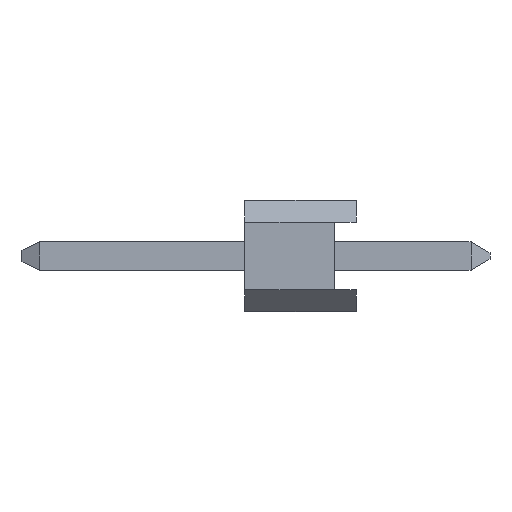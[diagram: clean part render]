
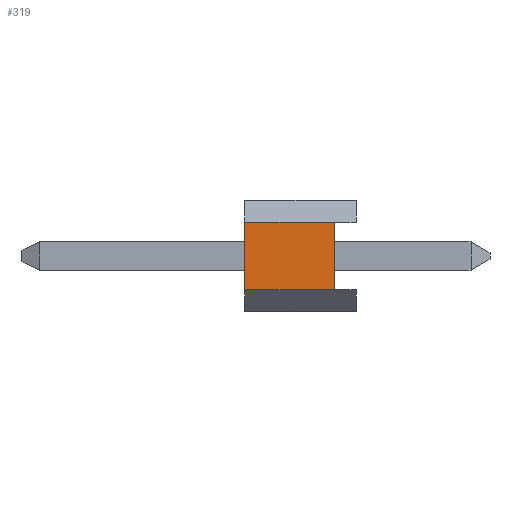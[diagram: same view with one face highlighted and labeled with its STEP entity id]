
A CAD part, left-side view. The second image highlights one B-rep face of the part: STEP entity #319.
In plain terms, the highlighted planar face has unit normal (-1, 0, 0).
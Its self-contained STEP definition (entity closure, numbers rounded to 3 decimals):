
#32 = ORIENTED_EDGE ( 'NONE', *, *, #657, .F. ) ;
#52 = CARTESIAN_POINT ( 'NONE',  ( -1.27, 0.5, -0.875 ) ) ;
#59 = ORIENTED_EDGE ( 'NONE', *, *, #961, .T. ) ;
#176 = EDGE_CURVE ( 'NONE', #437, #897, #793, .T. ) ;
#220 = EDGE_LOOP ( 'NONE', ( #981, #59, #668, #32 ) ) ;
#233 = PLANE ( 'NONE',  #845 ) ;
#237 = EDGE_CURVE ( 'NONE', #635, #499, #575, .T. ) ;
#241 = CARTESIAN_POINT ( 'NONE',  ( -1.27, 0.5, -0.875 ) ) ;
#319 = ADVANCED_FACE ( 'NONE', ( #958 ), #233, .F. ) ;
#327 = CARTESIAN_POINT ( 'NONE',  ( -1.27, 2.54, -0.875 ) ) ;
#330 = DIRECTION ( 'NONE',  ( 0., -1., 0. ) ) ;
#392 = VECTOR ( 'NONE', #330, 1000. ) ;
#416 = LINE ( 'NONE', #707, #458 ) ;
#437 = VERTEX_POINT ( 'NONE', #327 ) ;
#454 = DIRECTION ( 'NONE',  ( 0., 1., 0. ) ) ;
#458 = VECTOR ( 'NONE', #1002, 1000. ) ;
#469 = DIRECTION ( 'NONE',  ( 1., 0., 0. ) ) ;
#499 = VERTEX_POINT ( 'NONE', #932 ) ;
#575 = LINE ( 'NONE', #930, #999 ) ;
#578 = DIRECTION ( 'NONE',  ( 0., 0., -1. ) ) ;
#586 = LINE ( 'NONE', #52, #736 ) ;
#635 = VERTEX_POINT ( 'NONE', #825 ) ;
#657 = EDGE_CURVE ( 'NONE', #437, #499, #416, .T. ) ;
#668 = ORIENTED_EDGE ( 'NONE', *, *, #237, .T. ) ;
#704 = CARTESIAN_POINT ( 'NONE',  ( -1.27, 2.54, -1.375 ) ) ;
#707 = CARTESIAN_POINT ( 'NONE',  ( -1.27, 2.54, -1.375 ) ) ;
#736 = VECTOR ( 'NONE', #919, 1000. ) ;
#793 = LINE ( 'NONE', #794, #392 ) ;
#794 = CARTESIAN_POINT ( 'NONE',  ( -1.27, 2.54, -0.875 ) ) ;
#825 = CARTESIAN_POINT ( 'NONE',  ( -1.27, 0.5, 0.665 ) ) ;
#845 = AXIS2_PLACEMENT_3D ( 'NONE', #704, #469, #578 ) ;
#897 = VERTEX_POINT ( 'NONE', #241 ) ;
#919 = DIRECTION ( 'NONE',  ( 0., 0., 1. ) ) ;
#930 = CARTESIAN_POINT ( 'NONE',  ( -1.27, 2.54, 0.665 ) ) ;
#932 = CARTESIAN_POINT ( 'NONE',  ( -1.27, 2.54, 0.665 ) ) ;
#958 = FACE_OUTER_BOUND ( 'NONE', #220, .T. ) ;
#961 = EDGE_CURVE ( 'NONE', #897, #635, #586, .T. ) ;
#981 = ORIENTED_EDGE ( 'NONE', *, *, #176, .T. ) ;
#999 = VECTOR ( 'NONE', #454, 1000. ) ;
#1002 = DIRECTION ( 'NONE',  ( 0., 0., 1. ) ) ;
